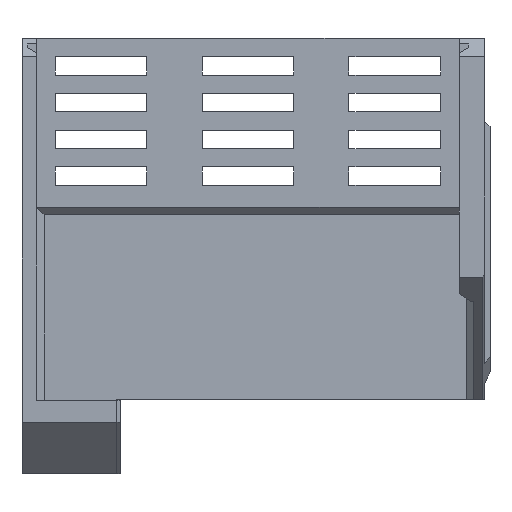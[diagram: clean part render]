
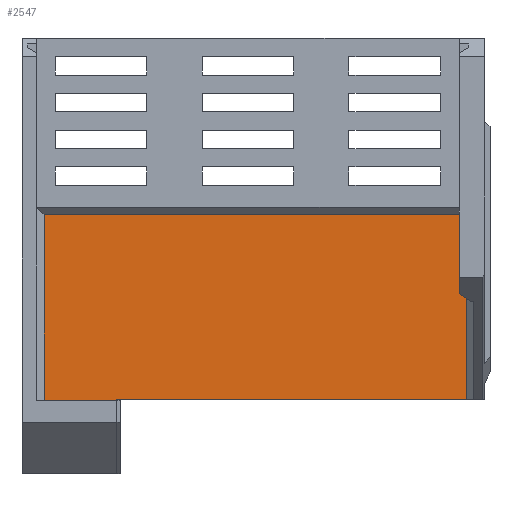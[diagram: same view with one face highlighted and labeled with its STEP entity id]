
A CAD part, left-side view. The second image highlights one B-rep face of the part: STEP entity #2547.
In plain terms, the highlighted planar face has unit normal (-1, 0, 0).
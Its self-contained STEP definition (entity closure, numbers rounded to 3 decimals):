
#123=PLANE('',#2703);
#241=FACE_OUTER_BOUND('',#374,.T.);
#374=EDGE_LOOP('',(#2008,#2009,#2010,#2011,#2012,#2013));
#512=LINE('',#3518,#834);
#664=LINE('',#3823,#986);
#667=LINE('',#3829,#989);
#671=LINE('',#3837,#993);
#672=LINE('',#3838,#994);
#673=LINE('',#3839,#995);
#834=VECTOR('',#2855,10.);
#986=VECTOR('',#3109,10.);
#989=VECTOR('',#3114,10.);
#993=VECTOR('',#3120,10.);
#994=VECTOR('',#3121,10.);
#995=VECTOR('',#3122,10.);
#1191=VERTEX_POINT('',#3515);
#1192=VERTEX_POINT('',#3517);
#1292=VERTEX_POINT('',#3819);
#1294=VERTEX_POINT('',#3822);
#1296=VERTEX_POINT('',#3828);
#1299=VERTEX_POINT('',#3836);
#1431=EDGE_CURVE('',#1191,#1192,#512,.T.);
#1583=EDGE_CURVE('',#1292,#1294,#664,.T.);
#1586=EDGE_CURVE('',#1294,#1296,#667,.T.);
#1590=EDGE_CURVE('',#1299,#1292,#671,.T.);
#1591=EDGE_CURVE('',#1192,#1299,#672,.T.);
#1592=EDGE_CURVE('',#1296,#1191,#673,.T.);
#2008=ORIENTED_EDGE('',*,*,#1583,.F.);
#2009=ORIENTED_EDGE('',*,*,#1590,.F.);
#2010=ORIENTED_EDGE('',*,*,#1591,.F.);
#2011=ORIENTED_EDGE('',*,*,#1431,.F.);
#2012=ORIENTED_EDGE('',*,*,#1592,.F.);
#2013=ORIENTED_EDGE('',*,*,#1586,.F.);
#2547=ADVANCED_FACE('',(#241),#123,.F.);
#2703=AXIS2_PLACEMENT_3D('',#3835,#3118,#3119);
#2855=DIRECTION('',(0.,1.,0.));
#3109=DIRECTION('',(0.,0.,1.));
#3114=DIRECTION('',(0.,-1.,0.));
#3118=DIRECTION('center_axis',(1.,0.,0.));
#3119=DIRECTION('ref_axis',(0.,0.,-1.));
#3120=DIRECTION('',(0.,1.,0.));
#3121=DIRECTION('',(0.,0.,-1.));
#3122=DIRECTION('',(0.,0.,-1.));
#3515=CARTESIAN_POINT('',(-310.116,355.154,35.908));
#3517=CARTESIAN_POINT('',(-310.116,450.354,35.908));
#3518=CARTESIAN_POINT('',(-310.116,411.904,35.908));
#3819=CARTESIAN_POINT('',(-310.116,470.154,35.708));
#3822=CARTESIAN_POINT('',(-310.116,470.154,86.208));
#3823=CARTESIAN_POINT('',(-310.116,470.154,67.208));
#3828=CARTESIAN_POINT('',(-310.116,355.154,86.208));
#3829=CARTESIAN_POINT('',(-310.116,384.904,86.208));
#3835=CARTESIAN_POINT('Origin',(-310.116,412.654,61.958));
#3836=CARTESIAN_POINT('',(-310.116,450.354,35.708));
#3837=CARTESIAN_POINT('',(-310.116,472.154,35.708));
#3838=CARTESIAN_POINT('',(-310.116,450.354,43.833));
#3839=CARTESIAN_POINT('',(-310.116,355.154,62.008));
